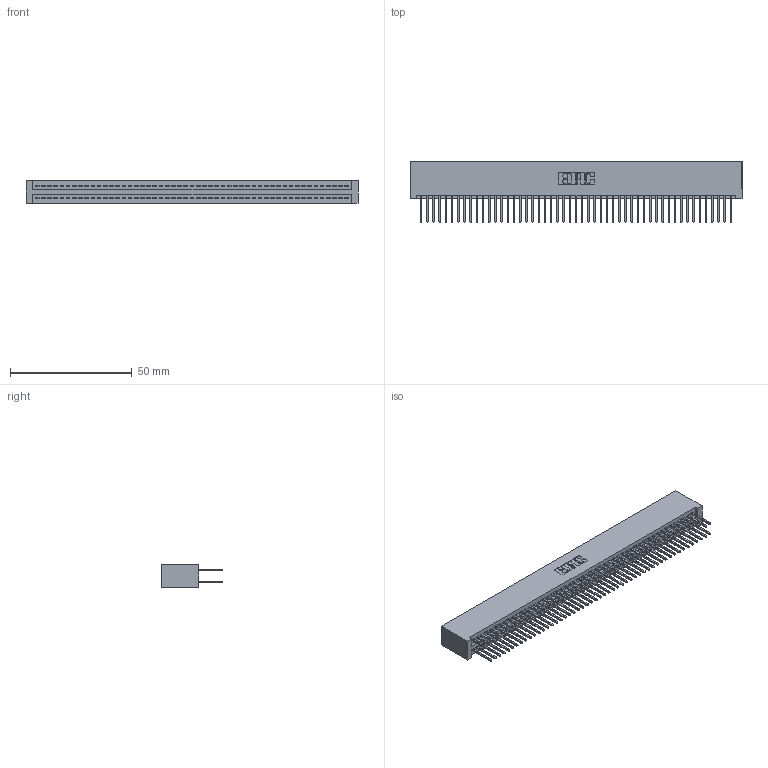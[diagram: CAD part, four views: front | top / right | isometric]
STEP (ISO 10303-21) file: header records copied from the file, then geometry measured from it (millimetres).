
FILE_DESCRIPTION (( 'STEP AP203' ), '1' );
FILE_NAME ('345-102-523-201.STEP', '2019-11-03T07:11:13', ( '' ), ( '' ), 'SwSTEP 2.0', 'SolidWorks 2016', '' );
FILE_SCHEMA (( 'CONFIG_CONTROL_DESIGN' ));
Length unit declared in the file: inch
Products named in the file (3): 345-292-001_345-293-123; 345-102-523-201; 345 Part_No Mounting Lugs
Assembly tree (103 placements, depth 2):
  345-102-523-201
    345 Part_No Mounting Lugs
    345-292-001_345-293-123  x102
Bounding box: 136.14 x 24.82 x 9.4 mm (x, y, z)
Volume: 14133.7 mm3; surface area: 22307.3 mm2
Topology: 103 solids, 103 shells, 5218 faces, 15515 edges, 10206 vertices
Faces by surface type: plane 3442, cylinder 1776
Entity records: 38545 total; most frequent: CARTESIAN_POINT 6452, ORIENTED_EDGE 6386, DIRECTION 5673, EDGE_CURVE 3193, LINE 2865, VECTOR 2865, VERTEX_POINT 2126, AXIS2_PLACEMENT_3D 1404
